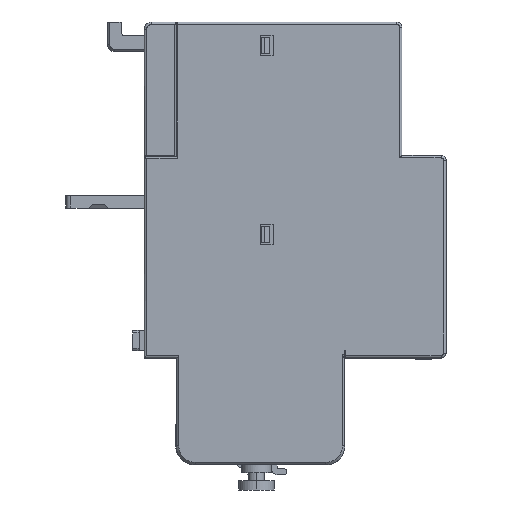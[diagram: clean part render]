
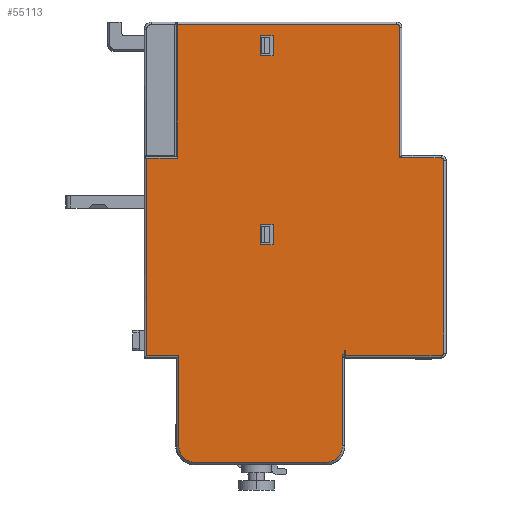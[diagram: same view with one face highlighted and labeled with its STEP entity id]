
A CAD part, left-side view. The second image highlights one B-rep face of the part: STEP entity #55113.
In plain terms, the highlighted planar face has unit normal (-1, 0, 0).
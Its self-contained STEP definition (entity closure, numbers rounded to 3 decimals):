
#712=DIRECTION('',(0.,1.,0.));
#713=VECTOR('',#712,43.75);
#714=CARTESIAN_POINT('',(-27.5,-34.2,50.1));
#715=LINE('',#714,#713);
#725=DIRECTION('',(0.,0.,1.));
#726=VECTOR('',#725,18.15);
#727=CARTESIAN_POINT('',(-27.5,-23.3,-33.9));
#728=LINE('',#727,#726);
#729=CARTESIAN_POINT('',(-27.5,-20.,-33.9));
#730=DIRECTION('',(-1.,0.,0.));
#731=DIRECTION('',(0.,0.,-1.));
#732=AXIS2_PLACEMENT_3D('',#729,#730,#731);
#734=DIRECTION('',(0.,-1.,0.));
#735=VECTOR('',#734,26.);
#736=CARTESIAN_POINT('',(-27.5,6.,-37.2));
#737=LINE('',#736,#735);
#738=CARTESIAN_POINT('',(-27.5,6.,-33.9));
#739=DIRECTION('',(-1.,0.,0.));
#740=DIRECTION('',(0.,1.,0.));
#741=AXIS2_PLACEMENT_3D('',#738,#739,#740);
#743=DIRECTION('',(0.,1.,0.));
#744=VECTOR('',#743,6.4);
#745=CARTESIAN_POINT('',(-27.5,9.3,-15.9));
#746=LINE('',#745,#744);
#747=DIRECTION('',(0.,0.,1.));
#748=VECTOR('',#747,39.35);
#749=CARTESIAN_POINT('',(-27.5,15.7,-15.9));
#750=LINE('',#749,#748);
#751=DIRECTION('',(0.,1.,0.));
#752=VECTOR('',#751,6.15);
#753=CARTESIAN_POINT('',(-27.5,9.55,23.45));
#754=LINE('',#753,#752);
#755=DIRECTION('',(0.,0.,-1.));
#756=VECTOR('',#755,26.65);
#757=CARTESIAN_POINT('',(-27.5,9.55,50.1));
#758=LINE('',#757,#756);
#759=CARTESIAN_POINT('',(-27.5,-34.2,49.6));
#760=DIRECTION('',(-1.,0.,0.));
#761=DIRECTION('',(0.,-1.,0.));
#762=AXIS2_PLACEMENT_3D('',#759,#760,#761);
#764=DIRECTION('',(0.,0.,1.));
#765=VECTOR('',#764,26.1);
#766=CARTESIAN_POINT('',(-27.5,-34.7,23.5));
#767=LINE('',#766,#765);
#768=DIRECTION('',(0.,1.,0.));
#769=VECTOR('',#768,8.3);
#770=CARTESIAN_POINT('',(-27.5,-43.,23.5));
#771=LINE('',#770,#769);
#772=CARTESIAN_POINT('',(-27.5,-43.,23.));
#773=DIRECTION('',(-1.,0.,0.));
#774=DIRECTION('',(0.,-1.,0.));
#775=AXIS2_PLACEMENT_3D('',#772,#773,#774);
#777=CARTESIAN_POINT('',(-27.5,-43.,-15.4));
#778=DIRECTION('',(-1.,0.,0.));
#779=DIRECTION('',(0.,0.,-1.));
#780=AXIS2_PLACEMENT_3D('',#777,#778,#779);
#782=DIRECTION('',(0.,-1.,0.));
#783=VECTOR('',#782,19.1);
#784=CARTESIAN_POINT('',(-27.5,-23.9,-15.9));
#785=LINE('',#784,#783);
#786=DIRECTION('',(0.,0.,-1.));
#787=VECTOR('',#786,4.);
#788=CARTESIAN_POINT('',(-27.5,-7.,47.85));
#789=LINE('',#788,#787);
#790=DIRECTION('',(0.,1.,0.));
#791=VECTOR('',#790,2.5);
#792=CARTESIAN_POINT('',(-27.5,-9.5,43.85));
#793=LINE('',#792,#791);
#794=DIRECTION('',(0.,0.,-1.));
#795=VECTOR('',#794,4.);
#796=CARTESIAN_POINT('',(-27.5,-9.5,47.85));
#797=LINE('',#796,#795);
#798=DIRECTION('',(0.,1.,0.));
#799=VECTOR('',#798,2.5);
#800=CARTESIAN_POINT('',(-27.5,-9.5,47.85));
#801=LINE('',#800,#799);
#802=DIRECTION('',(0.,0.,-1.));
#803=VECTOR('',#802,4.);
#804=CARTESIAN_POINT('',(-27.5,-7.,10.15));
#805=LINE('',#804,#803);
#806=DIRECTION('',(0.,1.,0.));
#807=VECTOR('',#806,2.5);
#808=CARTESIAN_POINT('',(-27.5,-9.5,6.15));
#809=LINE('',#808,#807);
#810=DIRECTION('',(0.,0.,-1.));
#811=VECTOR('',#810,4.);
#812=CARTESIAN_POINT('',(-27.5,-9.5,10.15));
#813=LINE('',#812,#811);
#814=DIRECTION('',(0.,1.,0.));
#815=VECTOR('',#814,2.5);
#816=CARTESIAN_POINT('',(-27.5,-9.5,10.15));
#817=LINE('',#816,#815);
#842=DIRECTION('',(0.,-1.,0.));
#843=VECTOR('',#842,0.1);
#844=CARTESIAN_POINT('',(-27.5,-23.8,-14.9));
#845=LINE('',#844,#843);
#3994=DIRECTION('',(0.,0.,-1.));
#3995=VECTOR('',#3994,18.);
#3996=CARTESIAN_POINT('',(-27.5,9.3,-15.9));
#3997=LINE('',#3996,#3995);
#9117=CARTESIAN_POINT('',(-27.5,-23.3,-15.75));
#9131=DIRECTION('',(0.,1.,0.));
#9132=VECTOR('',#9131,0.5);
#9133=CARTESIAN_POINT('',(-27.5,-23.8,-15.75));
#9134=LINE('',#9133,#9132);
#9152=DIRECTION('',(0.,0.,-1.));
#9153=VECTOR('',#9152,0.85);
#9154=CARTESIAN_POINT('',(-27.5,-23.8,-14.9));
#9155=LINE('',#9154,#9153);
#12552=DIRECTION('',(0.,0.,1.));
#12553=VECTOR('',#12552,38.4);
#12554=CARTESIAN_POINT('',(-27.5,-43.5,-15.4));
#12555=LINE('',#12554,#12553);
#15100=DIRECTION('',(0.,0.,-1.));
#15101=VECTOR('',#15100,1.);
#15102=CARTESIAN_POINT('',(-27.5,-23.9,-14.9));
#15103=LINE('',#15102,#15101);
#43403=CARTESIAN_POINT('',(-27.5,-7.,47.85));
#43404=CARTESIAN_POINT('',(-27.5,-7.,43.85));
#43405=VERTEX_POINT('',#43403);
#43406=VERTEX_POINT('',#43404);
#43407=CARTESIAN_POINT('',(-27.5,-7.,10.15));
#43408=CARTESIAN_POINT('',(-27.5,-7.,6.15));
#43409=VERTEX_POINT('',#43407);
#43410=VERTEX_POINT('',#43408);
#43411=CARTESIAN_POINT('',(-27.5,-9.5,47.85));
#43412=CARTESIAN_POINT('',(-27.5,-9.5,43.85));
#43413=VERTEX_POINT('',#43411);
#43414=VERTEX_POINT('',#43412);
#43415=CARTESIAN_POINT('',(-27.5,-9.5,10.15));
#43416=CARTESIAN_POINT('',(-27.5,-9.5,6.15));
#43417=VERTEX_POINT('',#43415);
#43418=VERTEX_POINT('',#43416);
#44951=CARTESIAN_POINT('',(-27.5,-34.7,49.6));
#44952=CARTESIAN_POINT('',(-27.5,-34.2,50.1));
#44953=VERTEX_POINT('',#44951);
#44954=VERTEX_POINT('',#44952);
#44959=CARTESIAN_POINT('',(-27.5,-34.7,23.5));
#44960=VERTEX_POINT('',#44959);
#44963=CARTESIAN_POINT('',(-27.5,-43.5,23.));
#44964=CARTESIAN_POINT('',(-27.5,-43.,23.5));
#44965=VERTEX_POINT('',#44963);
#44966=VERTEX_POINT('',#44964);
#49239=CARTESIAN_POINT('',(-27.5,-43.,-15.9));
#49240=CARTESIAN_POINT('',(-27.5,-43.5,-15.4));
#49241=VERTEX_POINT('',#49239);
#49242=VERTEX_POINT('',#49240);
#49248=CARTESIAN_POINT('',(-27.5,-23.9,-15.9));
#49250=VERTEX_POINT('',#49248);
#49479=CARTESIAN_POINT('',(-27.5,-23.9,-14.9));
#49481=VERTEX_POINT('',#49479);
#51115=CARTESIAN_POINT('',(-27.5,-20.,-37.2));
#51116=CARTESIAN_POINT('',(-27.5,-23.3,-33.9));
#51117=VERTEX_POINT('',#51115);
#51118=VERTEX_POINT('',#51116);
#51123=CARTESIAN_POINT('',(-27.5,6.,-37.2));
#51124=VERTEX_POINT('',#51123);
#51127=CARTESIAN_POINT('',(-27.5,9.3,-33.9));
#51128=VERTEX_POINT('',#51127);
#51171=VERTEX_POINT('',#9117);
#51175=CARTESIAN_POINT('',(-27.5,-23.8,-15.75));
#51176=VERTEX_POINT('',#51175);
#51993=CARTESIAN_POINT('',(-27.5,9.3,-15.9));
#51994=CARTESIAN_POINT('',(-27.5,15.7,-15.9));
#51995=VERTEX_POINT('',#51993);
#51996=VERTEX_POINT('',#51994);
#52103=CARTESIAN_POINT('',(-27.5,9.55,23.45));
#52104=CARTESIAN_POINT('',(-27.5,15.7,23.45));
#52105=VERTEX_POINT('',#52103);
#52106=VERTEX_POINT('',#52104);
#52107=CARTESIAN_POINT('',(-27.5,9.55,50.1));
#52108=VERTEX_POINT('',#52107);
#52462=CARTESIAN_POINT('',(-27.5,-23.8,-14.9));
#52464=VERTEX_POINT('',#52462);
#55045=CARTESIAN_POINT('',(-27.5,0.,0.));
#55046=DIRECTION('',(-1.,0.,0.));
#55047=DIRECTION('',(0.,1.,0.));
#55048=AXIS2_PLACEMENT_3D('',#55045,#55046,#55047);
#55049=PLANE('',#55048);
#55051=ORIENTED_EDGE('',*,*,#55050,.F.);
#55053=ORIENTED_EDGE('',*,*,#55052,.T.);
#55055=ORIENTED_EDGE('',*,*,#55054,.T.);
#55057=ORIENTED_EDGE('',*,*,#55056,.F.);
#55059=ORIENTED_EDGE('',*,*,#55058,.F.);
#55061=ORIENTED_EDGE('',*,*,#55060,.F.);
#55063=ORIENTED_EDGE('',*,*,#55062,.F.);
#55065=ORIENTED_EDGE('',*,*,#55064,.F.);
#55067=ORIENTED_EDGE('',*,*,#55066,.T.);
#55069=ORIENTED_EDGE('',*,*,#55068,.T.);
#55071=ORIENTED_EDGE('',*,*,#55070,.F.);
#55073=ORIENTED_EDGE('',*,*,#55072,.F.);
#55074=ORIENTED_EDGE('',*,*,#55035,.F.);
#55076=ORIENTED_EDGE('',*,*,#55075,.F.);
#55078=ORIENTED_EDGE('',*,*,#55077,.F.);
#55080=ORIENTED_EDGE('',*,*,#55079,.F.);
#55082=ORIENTED_EDGE('',*,*,#55081,.F.);
#55084=ORIENTED_EDGE('',*,*,#55083,.F.);
#55086=ORIENTED_EDGE('',*,*,#55085,.F.);
#55088=ORIENTED_EDGE('',*,*,#55087,.F.);
#55090=ORIENTED_EDGE('',*,*,#55089,.F.);
#55091=EDGE_LOOP('',(#55051,#55053,#55055,#55057,#55059,#55061,#55063,#55065,
#55067,#55069,#55071,#55073,#55074,#55076,#55078,#55080,#55082,#55084,#55086,
#55088,#55090));
#55092=FACE_OUTER_BOUND('',#55091,.F.);
#55094=ORIENTED_EDGE('',*,*,#55093,.T.);
#55096=ORIENTED_EDGE('',*,*,#55095,.F.);
#55098=ORIENTED_EDGE('',*,*,#55097,.F.);
#55100=ORIENTED_EDGE('',*,*,#55099,.T.);
#55101=EDGE_LOOP('',(#55094,#55096,#55098,#55100));
#55102=FACE_BOUND('',#55101,.F.);
#55104=ORIENTED_EDGE('',*,*,#55103,.T.);
#55106=ORIENTED_EDGE('',*,*,#55105,.F.);
#55108=ORIENTED_EDGE('',*,*,#55107,.F.);
#55110=ORIENTED_EDGE('',*,*,#55109,.T.);
#55111=EDGE_LOOP('',(#55104,#55106,#55108,#55110));
#55112=FACE_BOUND('',#55111,.F.);
#55113=ADVANCED_FACE('',(#55092,#55102,#55112),#55049,.T.);
#733=CIRCLE('',#732,3.3);
#742=CIRCLE('',#741,3.3);
#763=CIRCLE('',#762,0.5);
#776=CIRCLE('',#775,0.5);
#781=CIRCLE('',#780,0.5);
#55035=EDGE_CURVE('',#44954,#52108,#715,.T.);
#55050=EDGE_CURVE('',#52464,#49481,#845,.T.);
#55052=EDGE_CURVE('',#52464,#51176,#9155,.T.);
#55054=EDGE_CURVE('',#51176,#51171,#9134,.T.);
#55056=EDGE_CURVE('',#51118,#51171,#728,.T.);
#55058=EDGE_CURVE('',#51117,#51118,#733,.T.);
#55060=EDGE_CURVE('',#51124,#51117,#737,.T.);
#55062=EDGE_CURVE('',#51128,#51124,#742,.T.);
#55064=EDGE_CURVE('',#51995,#51128,#3997,.T.);
#55066=EDGE_CURVE('',#51995,#51996,#746,.T.);
#55068=EDGE_CURVE('',#51996,#52106,#750,.T.);
#55070=EDGE_CURVE('',#52105,#52106,#754,.T.);
#55072=EDGE_CURVE('',#52108,#52105,#758,.T.);
#55075=EDGE_CURVE('',#44953,#44954,#763,.T.);
#55077=EDGE_CURVE('',#44960,#44953,#767,.T.);
#55079=EDGE_CURVE('',#44966,#44960,#771,.T.);
#55081=EDGE_CURVE('',#44965,#44966,#776,.T.);
#55083=EDGE_CURVE('',#49242,#44965,#12555,.T.);
#55085=EDGE_CURVE('',#49241,#49242,#781,.T.);
#55087=EDGE_CURVE('',#49250,#49241,#785,.T.);
#55089=EDGE_CURVE('',#49481,#49250,#15103,.T.);
#55093=EDGE_CURVE('',#43405,#43406,#789,.T.);
#55095=EDGE_CURVE('',#43414,#43406,#793,.T.);
#55097=EDGE_CURVE('',#43413,#43414,#797,.T.);
#55099=EDGE_CURVE('',#43413,#43405,#801,.T.);
#55103=EDGE_CURVE('',#43409,#43410,#805,.T.);
#55105=EDGE_CURVE('',#43418,#43410,#809,.T.);
#55107=EDGE_CURVE('',#43417,#43418,#813,.T.);
#55109=EDGE_CURVE('',#43417,#43409,#817,.T.);
